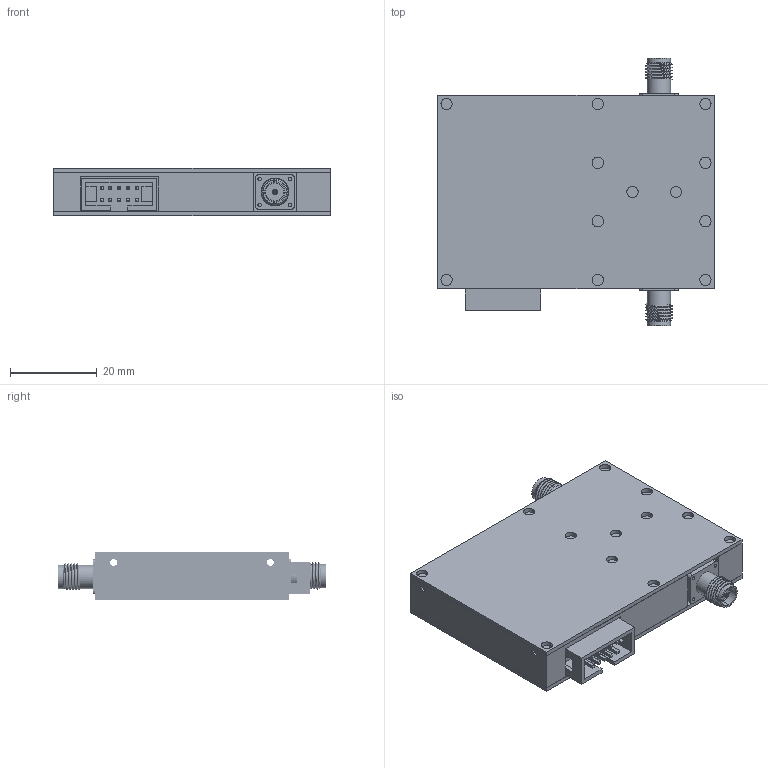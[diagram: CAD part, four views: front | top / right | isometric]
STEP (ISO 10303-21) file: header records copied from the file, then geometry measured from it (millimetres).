
FILE_DESCRIPTION (( 'STEP AP214' ), '1' );
FILE_NAME ('PE70A5009_3D.step', '2025-03-17T20:10:55', ( '' ), ( '' ), 'SwSTEP 2.0', 'SolidWorks 2022', '' );
FILE_SCHEMA (( 'AUTOMOTIVE_DESIGN' ));
Length unit declared in the file: millimetre
Products named in the file (7): SMA STR JACK FERRULE-PE70A5009_默认; HOUSING-PE70A5009; SMA STR JACK FOR RG174-PE70A5009_默认; PE70A5009_3D; PE70A5004-MA2 COVER TOP; SMA STR F CENTER RING-PE70A5009_默认; SMA STR JACK BODY-PE70A5009_默认
Assembly tree (8 placements, depth 3):
  PE70A5009_3D
    HOUSING-PE70A5009
    PE70A5004-MA2 COVER TOP  x2
    SMA STR JACK FOR RG174-PE70A5009_默认  x2
      SMA STR JACK BODY-PE70A5009_默认
      SMA STR F CENTER RING-PE70A5009_默认
      SMA STR JACK FERRULE-PE70A5009_默认
Bounding box: 63.5 x 61.45 x 11 mm (x, y, z)
Volume: 30120.6 mm3; surface area: 22742.9 mm2
Topology: 9 solids, 9 shells, 2811 faces, 6252 edges, 3472 vertices
Faces by surface type: bspline 1612, cylinder 890, plane 227, cone 82
Entity records: 84146 total; most frequent: CARTESIAN_POINT 58044, ORIENTED_EDGE 7574, EDGE_CURVE 3787, DIRECTION 2916, VERTEX_POINT 2172, EDGE_LOOP 1699, ADVANCED_FACE 1639, FACE_OUTER_BOUND 1639
